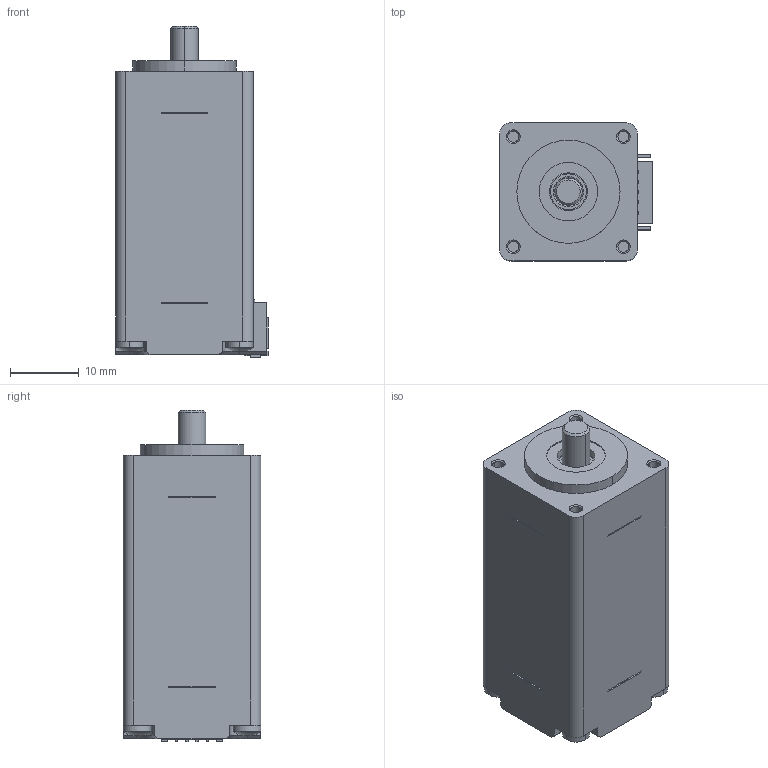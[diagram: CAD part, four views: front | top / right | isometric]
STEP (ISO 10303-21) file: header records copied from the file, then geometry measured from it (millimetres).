
FILE_DESCRIPTION((''),'2;1');
FILE_NAME('3_1_01_020_0019_SW0001','2020-11-10T10:52:10',('wujiahao'),(''),'CREO PARAMETRIC BY PTC INC, 2017110','CREO PARAMETRIC BY PTC INC, 2017110','');
FILE_SCHEMA(('CONFIG_CONTROL_DESIGN'));
Products named in the file (1): 3_1_01_020_0019_SW0001
Bounding box: 22.2 x 20 x 48.15 mm (x, y, z)
Volume: 12034.3 mm3; surface area: 18279.2 mm2
Topology: 1 solids, 2 shells, 3099 faces, 9194 edges, 5983 vertices
Faces by surface type: plane 1667, cylinder 1360, cone 46, torus 14, sphere 8, extrusion 4
Entity records: 105185 total; most frequent: CARTESIAN_POINT 19094, DIRECTION 18427, ORIENTED_EDGE 18388, EDGE_CURVE 9194, AXIS2_PLACEMENT_3D 6202, VECTOR 6023, LINE 6019, VERTEX_POINT 5983
